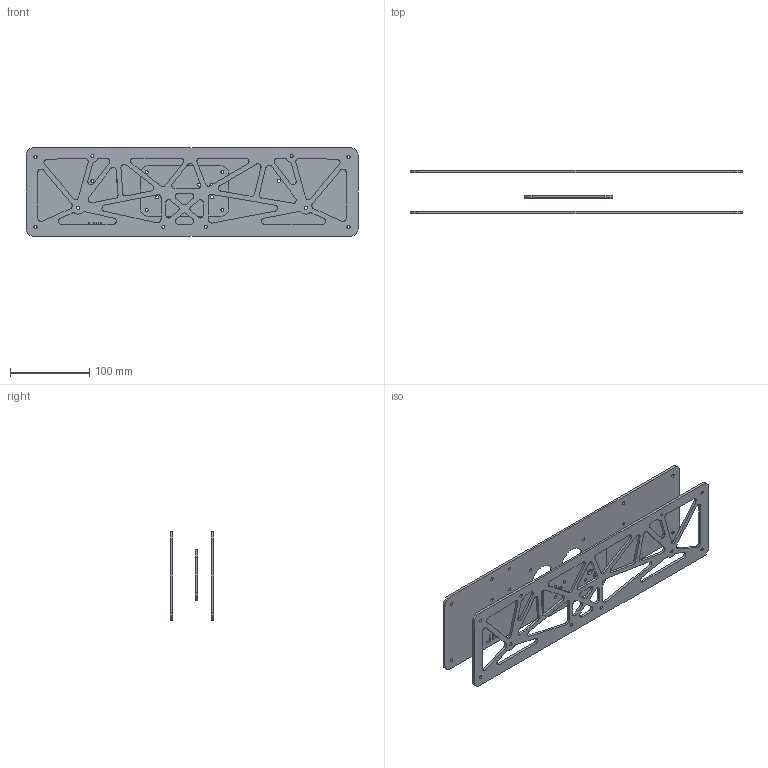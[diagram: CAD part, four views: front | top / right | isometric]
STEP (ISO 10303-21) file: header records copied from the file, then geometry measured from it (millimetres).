
FILE_DESCRIPTION(/* description */ ('STEP AP242','CAx-IF Rec.Pracs.---Representation and Presentation of Product Manufacturing Information (PMI)---4.0---2014-10-13','CAx-IF Rec.Pracs.---3D Tessellated Geometry---0.4---2014-09-14','2;1'),/* implementation_level */ '2;1');
FILE_NAME(/* name */ '66788212b9c7367681b20af2',/* time_stamp */ '2024-06-23T20:14:11Z',/* author */ (''),/* organization */ (''),/* preprocessor_version */ 'ST-DEVELOPER v20',/* originating_system */ ' ',/* authorisation */ ' ');
FILE_SCHEMA (('AP242_MANAGED_MODEL_BASED_3D_ENGINEERING_MIM_LF { 1 0 10303 442 1 1 4 }'));
Length unit declared in the file: metre
Products named in the file (3): Part 3; Part 2; Part 1
Bounding box: 420 x 55.17 x 112 mm (x, y, z)
Volume: 241442.2 mm3; surface area: 171621.5 mm2
Topology: 3 solids, 3 shells, 242 faces, 702 edges, 468 vertices
Faces by surface type: cylinder 139, plane 103
Full cylindrical faces by diameter (mm): 4 x40, 8 x2, 37.5 x2
Entity records: 9881 total; most frequent: DIRECTION 1426, CARTESIAN_POINT 1371, ORIENTED_EDGE 1316, EDGE_CURVE 658, AXIS2_PLACEMENT_3D 523, VERTEX_POINT 468, EDGE_LOOP 418, FACE_BOUND 418
